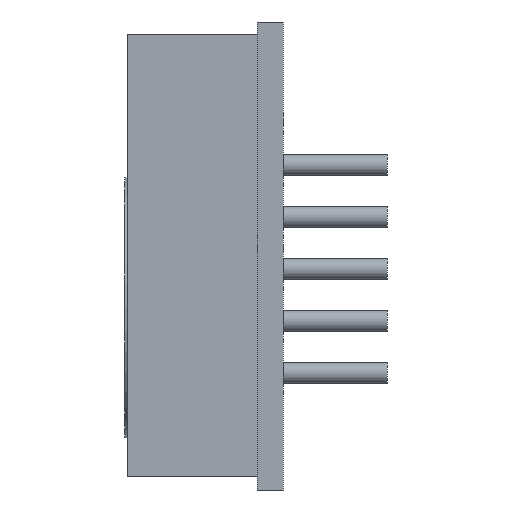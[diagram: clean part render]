
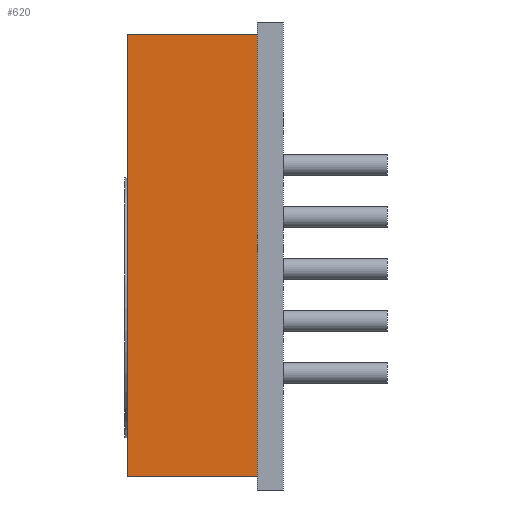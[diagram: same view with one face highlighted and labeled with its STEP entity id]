
A CAD part, left-side view. The second image highlights one B-rep face of the part: STEP entity #620.
In plain terms, the highlighted planar face has unit normal (-1, 0, 0).
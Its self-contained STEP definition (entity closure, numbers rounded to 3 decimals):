
#83 = AXIS2_PLACEMENT_3D ( 'NONE', #490, #891, #2381 ) ;
#99 = CARTESIAN_POINT ( 'NONE',  ( -7., 1., 8.5 ) ) ;
#119 = VERTEX_POINT ( 'NONE', #2404 ) ;
#139 = ORIENTED_EDGE ( 'NONE', *, *, #2287, .T. ) ;
#307 = LINE ( 'NONE', #99, #1080 ) ;
#313 = DIRECTION ( 'NONE',  ( 0., 0., 1. ) ) ;
#490 = CARTESIAN_POINT ( 'NONE',  ( -7., 6., 8.5 ) ) ;
#620 = ADVANCED_FACE ( 'NONE', ( #1696 ), #2363, .F. ) ;
#776 = LINE ( 'NONE', #1164, #1577 ) ;
#777 = VERTEX_POINT ( 'NONE', #2202 ) ;
#779 = LINE ( 'NONE', #2440, #991 ) ;
#891 = DIRECTION ( 'NONE',  ( 1., 0., 0. ) ) ;
#991 = VECTOR ( 'NONE', #313, 1000. ) ;
#1011 = VERTEX_POINT ( 'NONE', #1861 ) ;
#1080 = VECTOR ( 'NONE', #2653, 1000. ) ;
#1128 = EDGE_LOOP ( 'NONE', ( #2492, #2081, #2489, #139 ) ) ;
#1164 = CARTESIAN_POINT ( 'NONE',  ( -7., 6., 8.5 ) ) ;
#1466 = VERTEX_POINT ( 'NONE', #2471 ) ;
#1496 = EDGE_CURVE ( 'NONE', #1466, #1011, #776, .T. ) ;
#1577 = VECTOR ( 'NONE', #2001, 1000. ) ;
#1642 = CARTESIAN_POINT ( 'NONE',  ( -7., 6., -8.5 ) ) ;
#1696 = FACE_OUTER_BOUND ( 'NONE', #1128, .T. ) ;
#1768 = EDGE_CURVE ( 'NONE', #777, #1466, #779, .T. ) ;
#1861 = CARTESIAN_POINT ( 'NONE',  ( -7., 1., 8.5 ) ) ;
#1910 = LINE ( 'NONE', #1642, #2168 ) ;
#2001 = DIRECTION ( 'NONE',  ( 0., -1., 0. ) ) ;
#2081 = ORIENTED_EDGE ( 'NONE', *, *, #1496, .F. ) ;
#2168 = VECTOR ( 'NONE', #2497, 1000. ) ;
#2202 = CARTESIAN_POINT ( 'NONE',  ( -7., 6., -8.5 ) ) ;
#2287 = EDGE_CURVE ( 'NONE', #777, #119, #1910, .T. ) ;
#2363 = PLANE ( 'NONE',  #83 ) ;
#2381 = DIRECTION ( 'NONE',  ( 0., 0., -1. ) ) ;
#2404 = CARTESIAN_POINT ( 'NONE',  ( -7., 1., -8.5 ) ) ;
#2440 = CARTESIAN_POINT ( 'NONE',  ( -7., 6., 8.5 ) ) ;
#2471 = CARTESIAN_POINT ( 'NONE',  ( -7., 6., 8.5 ) ) ;
#2489 = ORIENTED_EDGE ( 'NONE', *, *, #1768, .F. ) ;
#2492 = ORIENTED_EDGE ( 'NONE', *, *, #2565, .T. ) ;
#2497 = DIRECTION ( 'NONE',  ( 0., -1., 0. ) ) ;
#2565 = EDGE_CURVE ( 'NONE', #119, #1011, #307, .T. ) ;
#2653 = DIRECTION ( 'NONE',  ( 0., 0., 1. ) ) ;
